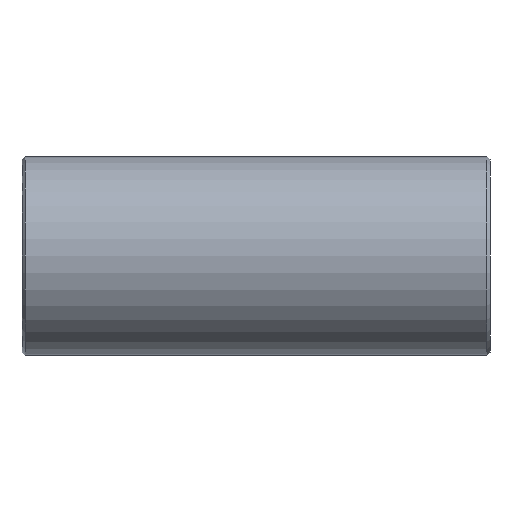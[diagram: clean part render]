
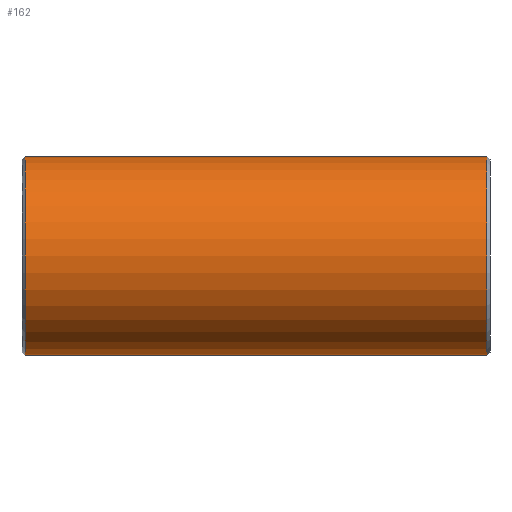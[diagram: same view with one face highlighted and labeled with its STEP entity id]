
A CAD part, left-side view. The second image highlights one B-rep face of the part: STEP entity #162.
In plain terms, the highlighted cylindrical face has radius 2.975 mm (diameter 5.95 mm), a partial arc.
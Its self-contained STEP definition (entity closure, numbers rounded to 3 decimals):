
#6 = DIRECTION ( 'NONE',  ( 0., 0., 1. ) ) ;
#36 = VERTEX_POINT ( 'NONE', #312 ) ;
#50 = EDGE_CURVE ( 'NONE', #155, #36, #177, .T. ) ;
#89 = LINE ( 'NONE', #266, #210 ) ;
#90 = CYLINDRICAL_SURFACE ( 'NONE', #296, 2.975 ) ;
#99 = CIRCLE ( 'NONE', #242, 2.975 ) ;
#129 = VERTEX_POINT ( 'NONE', #390 ) ;
#150 = EDGE_CURVE ( 'NONE', #129, #315, #99, .T. ) ;
#155 = VERTEX_POINT ( 'NONE', #186 ) ;
#161 = DIRECTION ( 'NONE',  ( 0., -1., 0. ) ) ;
#162 = ADVANCED_FACE ( 'NONE', ( #303 ), #90, .T. ) ;
#176 = LINE ( 'NONE', #262, #297 ) ;
#177 = CIRCLE ( 'NONE', #273, 2.975 ) ;
#186 = CARTESIAN_POINT ( 'NONE',  ( 0., -6.9, -2.975 ) ) ;
#198 = DIRECTION ( 'NONE',  ( 0., -1., 0. ) ) ;
#210 = VECTOR ( 'NONE', #334, 1000. ) ;
#219 = DIRECTION ( 'NONE',  ( 0., 0., -1. ) ) ;
#223 = DIRECTION ( 'NONE',  ( 0., 0., 1. ) ) ;
#242 = AXIS2_PLACEMENT_3D ( 'NONE', #258, #161, #223 ) ;
#251 = DIRECTION ( 'NONE',  ( 0., 1., 0. ) ) ;
#258 = CARTESIAN_POINT ( 'NONE',  ( 0., 6.9, 0. ) ) ;
#262 = CARTESIAN_POINT ( 'NONE',  ( 0., 7., -2.975 ) ) ;
#266 = CARTESIAN_POINT ( 'NONE',  ( 0., 7., 2.975 ) ) ;
#273 = AXIS2_PLACEMENT_3D ( 'NONE', #354, #251, #6 ) ;
#276 = EDGE_CURVE ( 'NONE', #315, #155, #176, .T. ) ;
#290 = EDGE_LOOP ( 'NONE', ( #420, #341, #372, #350 ) ) ;
#292 = EDGE_CURVE ( 'NONE', #129, #36, #89, .T. ) ;
#296 = AXIS2_PLACEMENT_3D ( 'NONE', #323, #360, #219 ) ;
#297 = VECTOR ( 'NONE', #198, 1000. ) ;
#300 = CARTESIAN_POINT ( 'NONE',  ( 0., 6.9, -2.975 ) ) ;
#303 = FACE_OUTER_BOUND ( 'NONE', #290, .T. ) ;
#312 = CARTESIAN_POINT ( 'NONE',  ( 0., -6.9, 2.975 ) ) ;
#315 = VERTEX_POINT ( 'NONE', #300 ) ;
#323 = CARTESIAN_POINT ( 'NONE',  ( 0., 7., 0. ) ) ;
#334 = DIRECTION ( 'NONE',  ( 0., -1., 0. ) ) ;
#341 = ORIENTED_EDGE ( 'NONE', *, *, #150, .T. ) ;
#350 = ORIENTED_EDGE ( 'NONE', *, *, #50, .T. ) ;
#354 = CARTESIAN_POINT ( 'NONE',  ( 0., -6.9, 0. ) ) ;
#360 = DIRECTION ( 'NONE',  ( 0., -1., 0. ) ) ;
#372 = ORIENTED_EDGE ( 'NONE', *, *, #276, .T. ) ;
#390 = CARTESIAN_POINT ( 'NONE',  ( 0., 6.9, 2.975 ) ) ;
#420 = ORIENTED_EDGE ( 'NONE', *, *, #292, .F. ) ;
